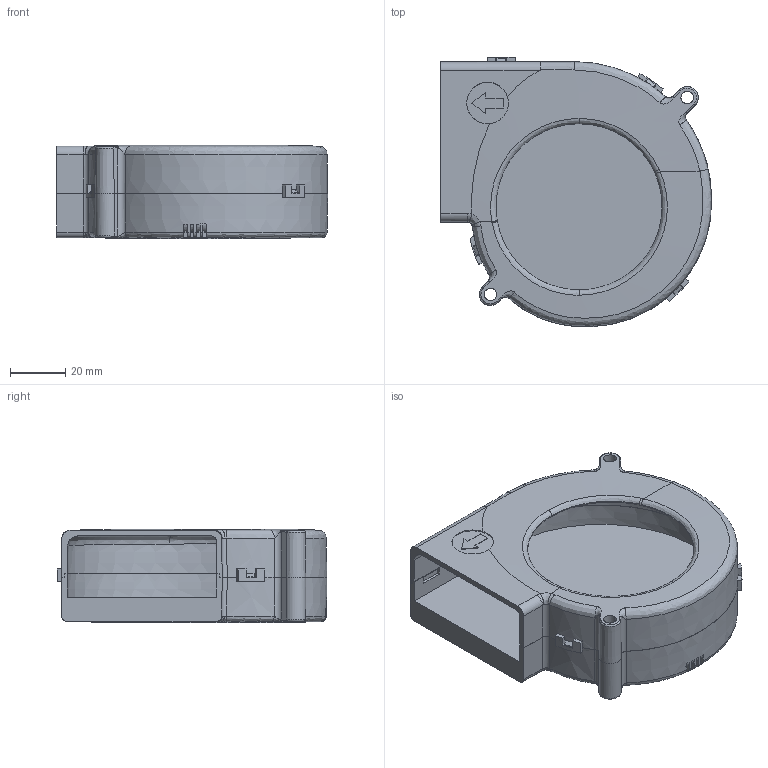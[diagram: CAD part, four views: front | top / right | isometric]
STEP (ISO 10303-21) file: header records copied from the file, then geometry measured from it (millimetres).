
FILE_DESCRIPTION((''),'2;1');
FILE_NAME('BFB1012HH-TP48_ASM','2022-03-09T',('HARRIS.CHEN'),(''),'CREO PARAMETRIC BY PTC INC, 2015080','CREO PARAMETRIC BY PTC INC, 2015080','');
FILE_SCHEMA(('CONFIG_CONTROL_DESIGN'));
Length unit declared in the file: millimetre
Products named in the file (4): 410100820003_2_3; 4100039300_1_1; BFB1012HH-TP48_ASM_3_ASM; BFB1012HH-TP48_ASM
Assembly tree (3 placements, depth 3):
  BFB1012HH-TP48_ASM
    BFB1012HH-TP48_ASM_3_ASM
      410100820003_2_3
      4100039300_1_1
Bounding box: 97.81 x 97.08 x 33.63 mm (x, y, z)
Volume: 91273.9 mm3; surface area: 44275.9 mm2
Topology: 2 solids, 3 shells, 433 faces, 1202 edges, 776 vertices
Faces by surface type: plane 203, cylinder 116, bspline 74, cone 32, torus 4, extrusion 4
Entity records: 20829 total; most frequent: CARTESIAN_POINT 10496, ORIENTED_EDGE 2404, DIRECTION 1761, EDGE_CURVE 1202, VERTEX_POINT 776, AXIS2_PLACEMENT_3D 592, VECTOR 577, LINE 573
